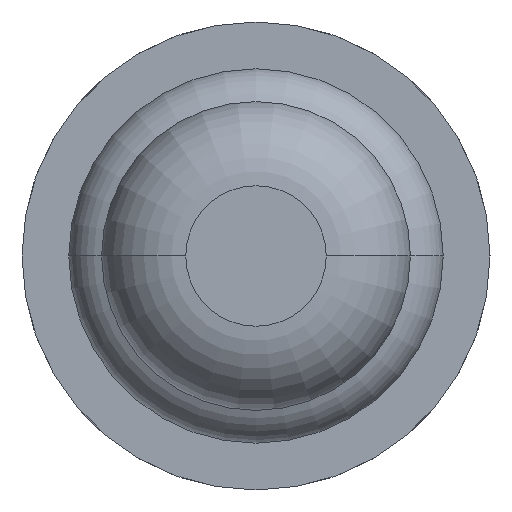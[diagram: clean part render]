
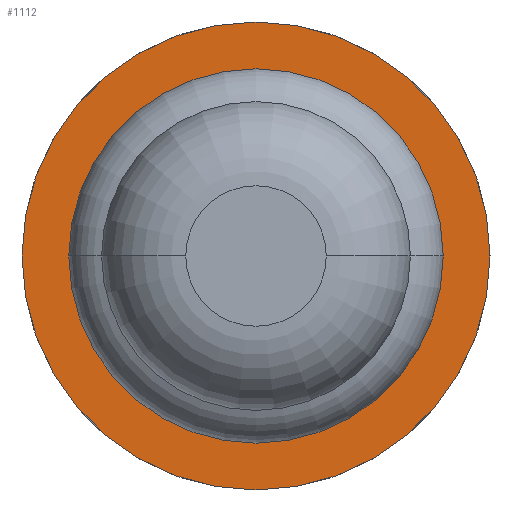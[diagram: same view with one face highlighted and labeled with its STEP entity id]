
A CAD part, front view. The second image highlights one B-rep face of the part: STEP entity #1112.
In plain terms, the highlighted planar face has unit normal (0, -1, 0).
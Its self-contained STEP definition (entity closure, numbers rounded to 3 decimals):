
#161 = AXIS2_PLACEMENT_3D ( 'NONE', #4297, #2134, #2567 ) ;
#356 = ORIENTED_EDGE ( 'NONE', *, *, #787, .F. ) ;
#441 = CIRCLE ( 'NONE', #770, 0.64 ) ;
#616 = ORIENTED_EDGE ( 'NONE', *, *, #4704, .F. ) ;
#678 = CARTESIAN_POINT ( 'NONE',  ( 1.25, 5., 0. ) ) ;
#770 = AXIS2_PLACEMENT_3D ( 'NONE', #1680, #810, #3886 ) ;
#787 = EDGE_CURVE ( 'Defeature ausgef�hrt1_59+Defeature ausgef�hrt1_60+Defeature ausgef�hrt1_60+Defeature ausgef�hrt1_60', #3613, #5246, #2491, .T. ) ;
#810 = DIRECTION ( 'NONE',  ( 0., 1., 0. ) ) ;
#983 = VERTEX_POINT ( 'NONE', #1129 ) ;
#1112 = ADVANCED_FACE ( 'Defeature ausgef�hrt1_60', ( #3847, #2694 ), #5602, .F. ) ;
#1129 = CARTESIAN_POINT ( 'NONE',  ( 0., 5., -0.64 ) ) ;
#1146 = CIRCLE ( 'NONE', #2682, 0.64 ) ;
#1250 = CARTESIAN_POINT ( 'NONE',  ( -1.25, 5., 0. ) ) ;
#1295 = CARTESIAN_POINT ( 'NONE',  ( 0., 5., 0. ) ) ;
#1680 = CARTESIAN_POINT ( 'NONE',  ( 0., 5., 0. ) ) ;
#1783 = DIRECTION ( 'NONE',  ( -1., 0., 0. ) ) ;
#1946 = ORIENTED_EDGE ( 'NONE', *, *, #4940, .T. ) ;
#2134 = DIRECTION ( 'NONE',  ( 0., 1., 0. ) ) ;
#2163 = DIRECTION ( 'NONE',  ( 0., 1., 0. ) ) ;
#2491 = CIRCLE ( 'NONE', #161, 1.25 ) ;
#2510 = CARTESIAN_POINT ( 'NONE',  ( 1.25, 5., 0. ) ) ;
#2524 = CARTESIAN_POINT ( 'NONE',  ( 0., 5., 0.64 ) ) ;
#2567 = DIRECTION ( 'NONE',  ( -1., 0., 0. ) ) ;
#2682 = AXIS2_PLACEMENT_3D ( 'NONE', #1295, #2163, #4325 ) ;
#2694 = FACE_BOUND ( 'NONE', #2865, .T. ) ;
#2865 = EDGE_LOOP ( 'NONE', ( #4319, #1946 ) ) ;
#3397 = VERTEX_POINT ( 'NONE', #2524 ) ;
#3431 = DIRECTION ( 'NONE',  ( 0., 1., 0. ) ) ;
#3516 = EDGE_LOOP ( 'NONE', ( #356, #616 ) ) ;
#3613 = VERTEX_POINT ( 'NONE', #1250 ) ;
#3792 = DIRECTION ( 'NONE',  ( -1., 0., 0. ) ) ;
#3847 = FACE_OUTER_BOUND ( 'NONE', #3516, .T. ) ;
#3886 = DIRECTION ( 'NONE',  ( 0., 0., 1. ) ) ;
#4212 = CIRCLE ( 'NONE', #5550, 1.25 ) ;
#4297 = CARTESIAN_POINT ( 'NONE',  ( 0., 5., 0. ) ) ;
#4319 = ORIENTED_EDGE ( 'NONE', *, *, #4741, .T. ) ;
#4325 = DIRECTION ( 'NONE',  ( 0., 0., 1. ) ) ;
#4359 = CARTESIAN_POINT ( 'NONE',  ( 0., 5., 0. ) ) ;
#4704 = EDGE_CURVE ( 'Defeature ausgef�hrt1_59+Defeature ausgef�hrt1_60+Defeature ausgef�hrt1_60+Defeature ausgef�hrt1_60', #5246, #3613, #4212, .T. ) ;
#4741 = EDGE_CURVE ( 'Defeature ausgef�hrt1_60+Defeature ausgef�hrt1_10+Defeature ausgef�hrt1_10+Defeature ausgef�hrt1_10', #3397, #983, #441, .T. ) ;
#4758 = AXIS2_PLACEMENT_3D ( 'NONE', #2510, #3431, #3792 ) ;
#4876 = DIRECTION ( 'NONE',  ( 0., 1., 0. ) ) ;
#4940 = EDGE_CURVE ( 'Defeature ausgef�hrt1_60+Defeature ausgef�hrt1_10+Defeature ausgef�hrt1_10+Defeature ausgef�hrt1_10', #983, #3397, #1146, .T. ) ;
#5246 = VERTEX_POINT ( 'NONE', #678 ) ;
#5550 = AXIS2_PLACEMENT_3D ( 'NONE', #4359, #4876, #1783 ) ;
#5602 = PLANE ( 'NONE',  #4758 ) ;
